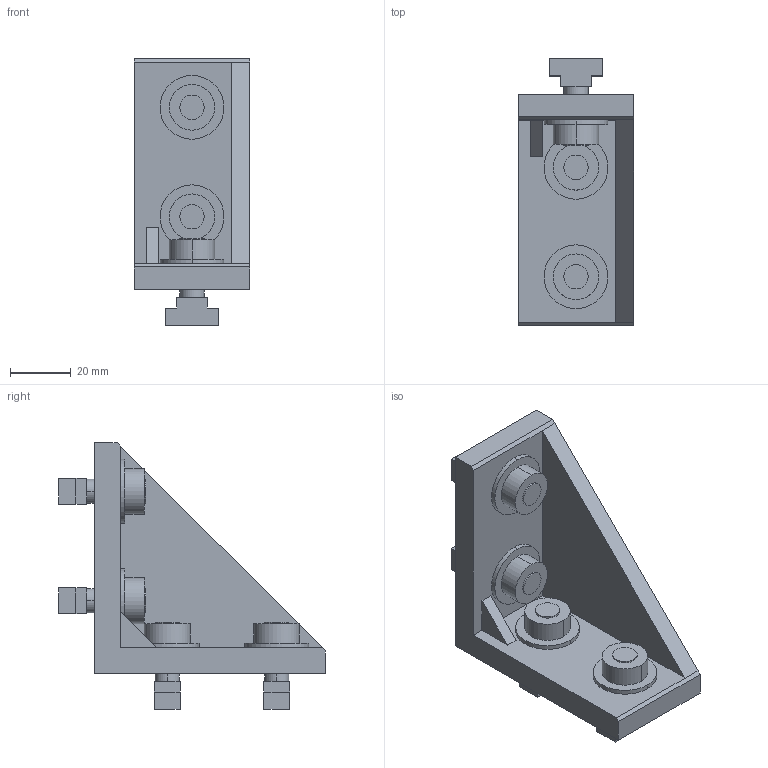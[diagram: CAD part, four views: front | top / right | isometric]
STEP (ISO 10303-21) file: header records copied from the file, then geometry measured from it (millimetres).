
FILE_DESCRIPTION(('STEP AP214'),'1');
FILE_NAME('cctmp_792DED1D-4A51-46F1-A1CC-FAA20C381C9D_2020_2_11_16_58_12_961..stp','2020-02-11T15:58:13',('Bosch Rexroth AG'),('CADClick - www.CADClick.com'),'Spatial InterOp 3D',' ','unknown authorization - (Healing Option Enabled)');
FILE_SCHEMA(('AUTOMOTIVE_DESIGN'));
Length unit declared in the file: millimetre
Products named in the file (1): 1
Bounding box: 38 x 87.7 x 87.7 mm (x, y, z)
Volume: 71713.3 mm3; surface area: 22664 mm2
Topology: 1 solids, 1 shells, 99 faces, 229 edges, 152 vertices
Faces by surface type: plane 67, cylinder 32
Entity records: 3627 total; most frequent: DIRECTION 493, CARTESIAN_POINT 481, ORIENTED_EDGE 458, EDGE_CURVE 229, LINE 165, VECTOR 165, AXIS2_PLACEMENT_3D 164, VERTEX_POINT 152
